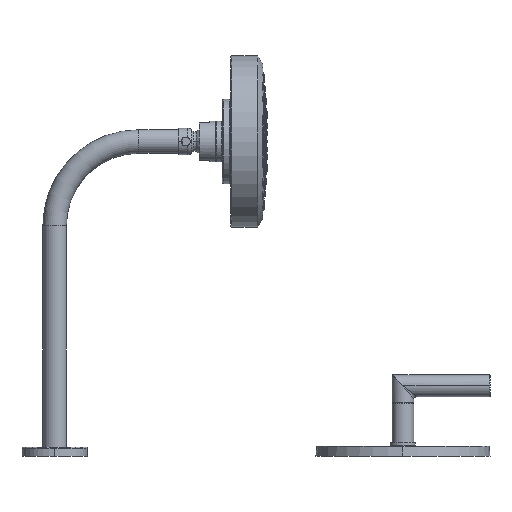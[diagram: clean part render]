
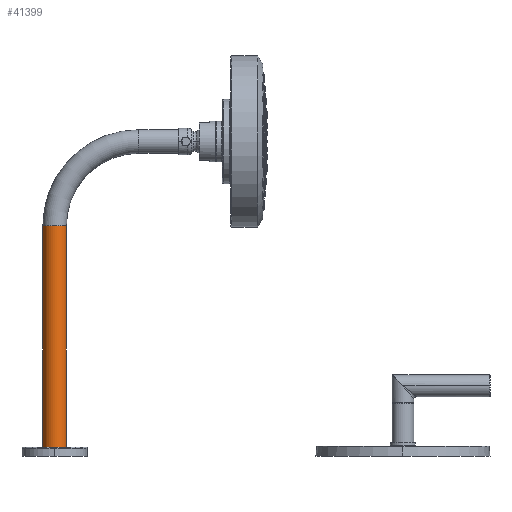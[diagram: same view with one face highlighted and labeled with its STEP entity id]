
A CAD part, left-side view. The second image highlights one B-rep face of the part: STEP entity #41399.
In plain terms, the highlighted cylindrical face has radius 10.319 mm (diameter 20.637 mm), a partial arc.
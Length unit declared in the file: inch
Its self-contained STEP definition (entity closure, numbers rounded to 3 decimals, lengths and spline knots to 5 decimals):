
#23327=DIRECTION('',(0.,0.,1.));
#23328=VECTOR('',#23327,7.634);
#23329=CARTESIAN_POINT('',(0.,11.59375,0.31));
#23330=LINE('',#23329,#23328);
#23331=CARTESIAN_POINT('',(0.,12.,0.31));
#23332=DIRECTION('',(0.,0.,1.));
#23333=DIRECTION('',(0.,1.,0.));
#23334=AXIS2_PLACEMENT_3D('',#23331,#23332,#23333);
#23389=DIRECTION('',(0.,0.,1.));
#23390=VECTOR('',#23389,7.634);
#23391=CARTESIAN_POINT('',(0.,12.40625,0.31));
#23392=LINE('',#23391,#23390);
#23393=CARTESIAN_POINT('',(0.,12.,7.944));
#23394=DIRECTION('',(0.,0.,1.));
#23395=DIRECTION('',(0.,1.,0.));
#23396=AXIS2_PLACEMENT_3D('',#23393,#23394,#23395);
#30443=CARTESIAN_POINT('',(0.,12.40625,7.944));
#30444=CARTESIAN_POINT('',(0.,11.59375,7.944));
#30445=VERTEX_POINT('',#30443);
#30446=VERTEX_POINT('',#30444);
#30451=CARTESIAN_POINT('',(0.,12.40625,0.31));
#30452=CARTESIAN_POINT('',(0.,11.59375,0.31));
#30453=VERTEX_POINT('',#30451);
#30454=VERTEX_POINT('',#30452);
#41387=CARTESIAN_POINT('',(0.,12.,-0.75));
#41388=DIRECTION('',(0.,0.,1.));
#41389=DIRECTION('',(0.,1.,0.));
#41390=AXIS2_PLACEMENT_3D('',#41387,#41388,#41389);
#41391=CYLINDRICAL_SURFACE('',#41390,0.40625);
#41392=ORIENTED_EDGE('',*,*,#41315,.F.);
#41393=ORIENTED_EDGE('',*,*,#41299,.T.);
#41395=ORIENTED_EDGE('',*,*,#41394,.T.);
#41396=ORIENTED_EDGE('',*,*,#41296,.F.);
#41397=EDGE_LOOP('',(#41392,#41393,#41395,#41396));
#41398=FACE_OUTER_BOUND('',#41397,.F.);
#41399=ADVANCED_FACE('',(#41398),#41391,.T.);
#23335=CIRCLE('',#23334,0.40625);
#23397=CIRCLE('',#23396,0.40625);
#41296=EDGE_CURVE('',#30454,#30446,#23330,.T.);
#41299=EDGE_CURVE('',#30453,#30445,#23392,.T.);
#41315=EDGE_CURVE('',#30453,#30454,#23335,.T.);
#41394=EDGE_CURVE('',#30445,#30446,#23397,.T.);
